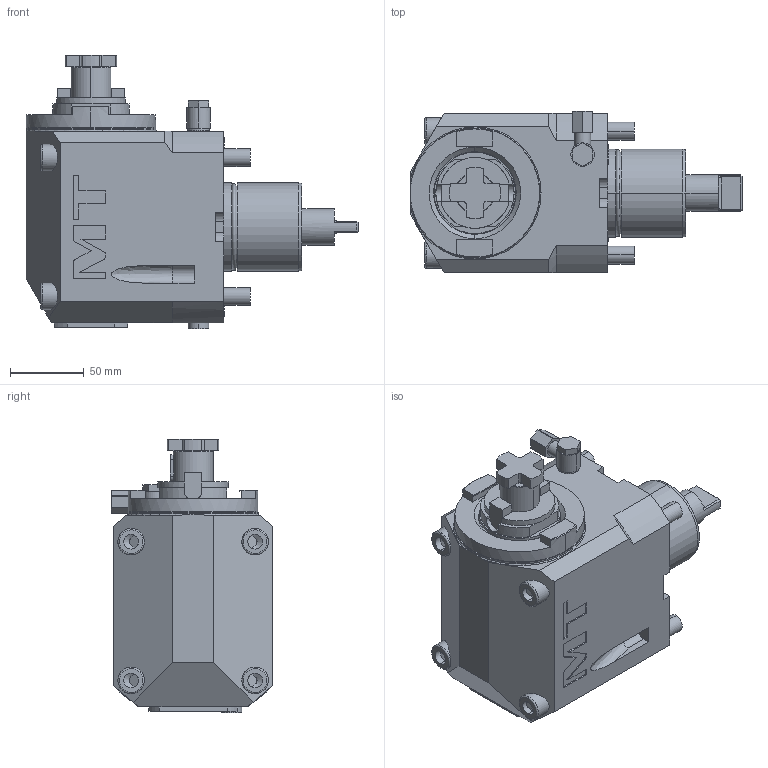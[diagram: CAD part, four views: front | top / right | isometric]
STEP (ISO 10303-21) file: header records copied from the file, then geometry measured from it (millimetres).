
FILE_DESCRIPTION((''),'2;1');
FILE_NAME('MNL0752721_CONF','2023-02-13T16:01:27',('sterribile'),('M.T. srl'),'CREO PARAMETRIC BY PTC INC, 2021072','CREO PARAMETRIC BY PTC INC, 2021072','');
FILE_SCHEMA(('CONFIG_CONTROL_DESIGN'));
Length unit declared in the file: millimetre
Products named in the file (1): MNL0752721_CONF
Bounding box: 225 x 109.5 x 185.5 mm (x, y, z)
Volume: 1982645.2 mm3; surface area: 124035 mm2
Topology: 1 solids, 1 shells, 379 faces, 941 edges, 609 vertices
Faces by surface type: plane 223, cylinder 114, cone 20, torus 16, extrusion 4, bspline 2
Entity records: 12303 total; most frequent: CARTESIAN_POINT 3082, DIRECTION 1937, ORIENTED_EDGE 1882, EDGE_CURVE 941, AXIS2_PLACEMENT_3D 682, VERTEX_POINT 609, VECTOR 573, LINE 569
